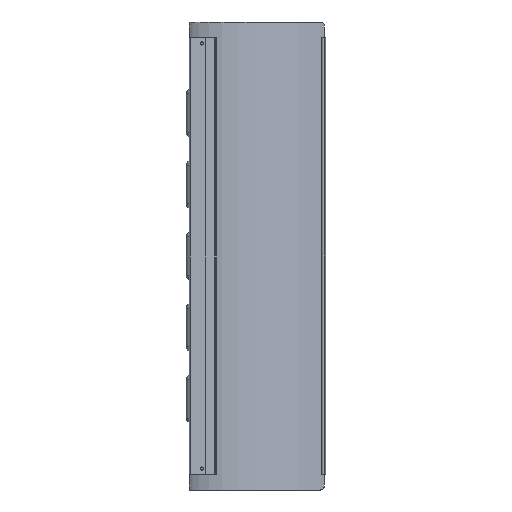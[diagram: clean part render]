
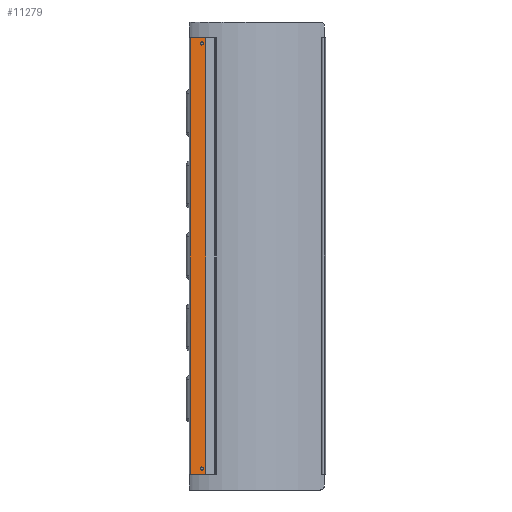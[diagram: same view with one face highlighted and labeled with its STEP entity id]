
A CAD part, front view. The second image highlights one B-rep face of the part: STEP entity #11279.
In plain terms, the highlighted planar face has unit normal (0.139, -0.99, 0).
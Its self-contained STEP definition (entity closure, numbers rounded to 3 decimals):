
#9827=CARTESIAN_POINT('',(-154.245,2.538,563.));
#9828=VERTEX_POINT('',#9827);
#9829=CARTESIAN_POINT('',(-156.225,2.259,563.));
#9830=DIRECTION('',(-0.139,0.99,0.));
#9831=DIRECTION('',(0.99,0.139,0.));
#9832=AXIS2_PLACEMENT_3D('',#9829,#9830,#9831);
#9833=CIRCLE('',#9832,2.);
#9834=EDGE_CURVE('',#9828,#9828,#9833,.T.);
#9855=CARTESIAN_POINT('',(-154.245,2.538,27.));
#9856=VERTEX_POINT('',#9855);
#9857=CARTESIAN_POINT('',(-156.225,2.259,27.));
#9858=DIRECTION('',(-0.139,0.99,0.));
#9859=DIRECTION('',(0.99,0.139,0.));
#9860=AXIS2_PLACEMENT_3D('',#9857,#9858,#9859);
#9861=CIRCLE('',#9860,2.);
#9862=EDGE_CURVE('',#9856,#9856,#9861,.T.);
#10443=CARTESIAN_POINT('',(-140.116,4.523,570.));
#10444=VERTEX_POINT('',#10443);
#10476=CARTESIAN_POINT('',(-140.116,4.523,20.));
#10477=VERTEX_POINT('',#10476);
#10517=CARTESIAN_POINT('',(-171.157,0.161,570.));
#10518=VERTEX_POINT('',#10517);
#10525=CARTESIAN_POINT('',(-140.116,4.523,570.));
#10526=DIRECTION('',(-0.99,-0.139,0.0));
#10527=VECTOR('',#10526,31.346);
#10528=LINE('',#10525,#10527);
#10529=EDGE_CURVE('',#10444,#10518,#10528,.T.);
#10540=CARTESIAN_POINT('',(-171.157,0.161,20.));
#10541=VERTEX_POINT('',#10540);
#10542=CARTESIAN_POINT('',(-171.157,0.161,20.));
#10543=DIRECTION('',(0.99,0.139,0.));
#10544=VECTOR('',#10543,31.346);
#10545=LINE('',#10542,#10544);
#10546=EDGE_CURVE('',#10541,#10477,#10545,.T.);
#10841=CARTESIAN_POINT('',(-171.157,0.161,20.));
#10842=DIRECTION('',(0.0,0.0,1.0));
#10843=VECTOR('',#10842,550.);
#10844=LINE('',#10841,#10843);
#10845=EDGE_CURVE('',#10541,#10518,#10844,.T.);
#11192=CARTESIAN_POINT('',(-140.116,4.523,20.));
#11193=DIRECTION('',(0.0,0.0,1.0));
#11194=VECTOR('',#11193,550.);
#11195=LINE('',#11192,#11194);
#11196=EDGE_CURVE('',#10477,#10444,#11195,.T.);
#11262=CARTESIAN_POINT('',(-305.026,-18.653,295.));
#11263=DIRECTION('',(-0.139,0.99,0.));
#11264=DIRECTION('',(0.0,0.0,1.0));
#11265=AXIS2_PLACEMENT_3D('',#11262,#11263,#11264);
#11266=PLANE('',#11265);
#11267=ORIENTED_EDGE('',*,*,#10529,.T.);
#11268=ORIENTED_EDGE('',*,*,#10845,.F.);
#11269=ORIENTED_EDGE('',*,*,#10546,.T.);
#11270=ORIENTED_EDGE('',*,*,#11196,.T.);
#11271=EDGE_LOOP('',(#11267,#11268,#11269,#11270));
#11272=FACE_OUTER_BOUND('',#11271,.T.);
#11273=ORIENTED_EDGE('',*,*,#9834,.T.);
#11274=EDGE_LOOP('',(#11273));
#11275=FACE_BOUND('',#11274,.T.);
#11276=ORIENTED_EDGE('',*,*,#9862,.T.);
#11277=EDGE_LOOP('',(#11276));
#11278=FACE_BOUND('',#11277,.T.);
#11279=ADVANCED_FACE('',(#11272,#11275,#11278),#11266,.F.);
